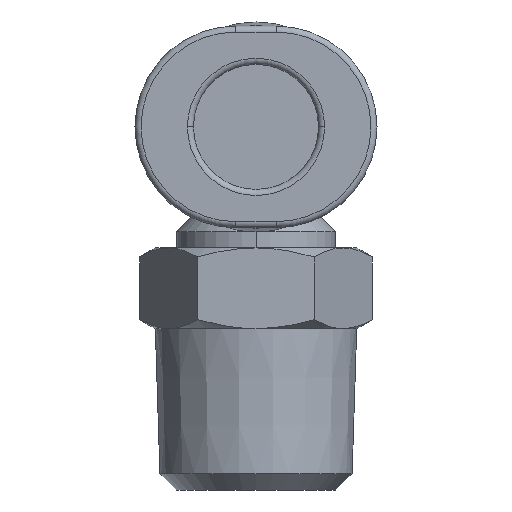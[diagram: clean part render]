
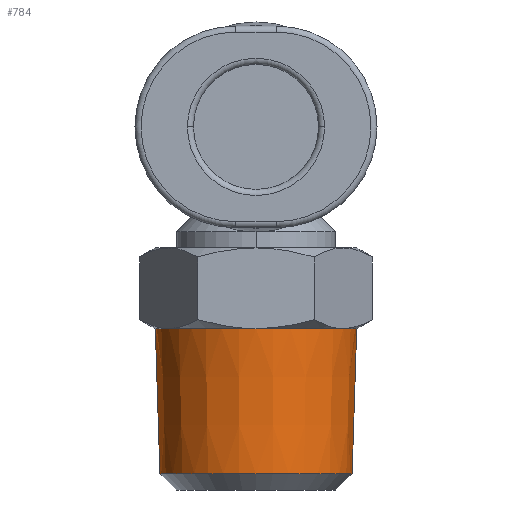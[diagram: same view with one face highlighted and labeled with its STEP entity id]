
A CAD part, front view. The second image highlights one B-rep face of the part: STEP entity #784.
In plain terms, the highlighted conical face has half-angle 1.79 degrees and reference radius 4.865 mm.
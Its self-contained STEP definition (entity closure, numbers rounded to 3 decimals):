
#743=CARTESIAN_POINT('',(0.0,0.,-7.6));
#744=DIRECTION('',(0.0,0.,1.0));
#745=DIRECTION('',(-1.0,0.0,0.0));
#746=AXIS2_PLACEMENT_3D('',#743,#744,#745);
#747=CONICAL_SURFACE('',#746,4.865,1.79);
#748=CARTESIAN_POINT('',(-4.765,0.,-10.8));
#749=VERTEX_POINT('',#748);
#750=CARTESIAN_POINT('',(-4.99,0.0,-3.6));
#751=VERTEX_POINT('',#750);
#752=CARTESIAN_POINT('',(-4.765,0.,-10.8));
#753=DIRECTION('',(-0.031,0.,1.));
#754=VECTOR('',#753,7.204);
#755=LINE('',#752,#754);
#756=EDGE_CURVE('',#749,#751,#755,.T.);
#757=ORIENTED_EDGE('',*,*,#756,.F.);
#758=CARTESIAN_POINT('',(4.765,0.,-10.8));
#759=VERTEX_POINT('',#758);
#760=CARTESIAN_POINT('',(0.0,0.,-10.8));
#761=DIRECTION('',(0.0,0.0,-1.0));
#762=DIRECTION('',(1.0,0.0,0.0));
#763=AXIS2_PLACEMENT_3D('',#760,#761,#762);
#764=CIRCLE('',#763,4.765);
#765=EDGE_CURVE('',#759,#749,#764,.T.);
#766=ORIENTED_EDGE('',*,*,#765,.F.);
#767=CARTESIAN_POINT('',(4.99,0.,-3.6));
#768=VERTEX_POINT('',#767);
#769=CARTESIAN_POINT('',(4.765,0.,-10.8));
#770=DIRECTION('',(0.031,0.,1.));
#771=VECTOR('',#770,7.204);
#772=LINE('',#769,#771);
#773=EDGE_CURVE('',#759,#768,#772,.T.);
#774=ORIENTED_EDGE('',*,*,#773,.T.);
#775=CARTESIAN_POINT('',(0.0,0.0,-3.6));
#776=DIRECTION('',(0.0,0.0,1.0));
#777=DIRECTION('',(-1.0,0.0,0.0));
#778=AXIS2_PLACEMENT_3D('',#775,#776,#777);
#779=CIRCLE('',#778,4.99);
#780=EDGE_CURVE('',#751,#768,#779,.T.);
#781=ORIENTED_EDGE('',*,*,#780,.F.);
#782=EDGE_LOOP('',(#757,#766,#774,#781));
#783=FACE_OUTER_BOUND('',#782,.T.);
#784=ADVANCED_FACE('',(#783),#747,.T.);
